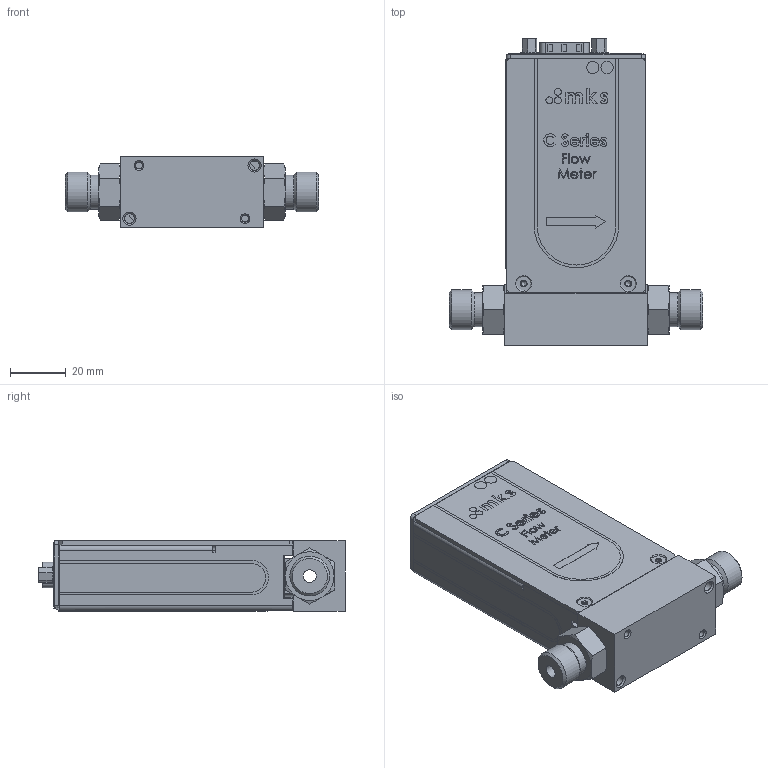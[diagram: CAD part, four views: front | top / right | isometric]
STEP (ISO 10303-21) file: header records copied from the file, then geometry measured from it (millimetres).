
FILE_DESCRIPTION (( 'STEP AP214' ), '1' );
FILE_NAME ('C-series_rs485-analog_4vco_short_MFM.STEP', '2019-03-20T18:00:04', ( '' ), ( '' ), 'SwSTEP 2.0', 'SolidWorks 2015', '' );
FILE_SCHEMA (( 'AUTOMOTIVE_DESIGN' ));
Length unit declared in the file: inch
Products named in the file (1): C-series_rs485-analog_4vco_short_MFM
Bounding box: 90.87 x 109.94 x 25.44 mm (x, y, z)
Surface area: 38983.8 mm2 (no closed solid volume)
Topology: 0 solids, 213 shells, 753 faces, 5861 edges, 5283 vertices
Faces by surface type: plane 493, cylinder 114, bspline 90, cone 56
Full cylindrical faces by diameter (mm): 0.61 x9, 1.016 x1, 1.194 x1, 1.524 x1, 1.702 x1, 2.261 x2, 2.5 x2, 2.512 x1, 3.454 x2, 4.572 x2, 6.35 x2, 12.192 x2, 14.287 x2
Entity records: 93482 total; most frequent: CARTESIAN_POINT 46859, ORIENTED_EDGE 6772, EDGE_CURVE 5801, VERTEX_POINT 5266, DIRECTION 5008, VECTOR 3208, LINE 3208, B_SPLINE_CURVE_WITH_KNOTS 2357
